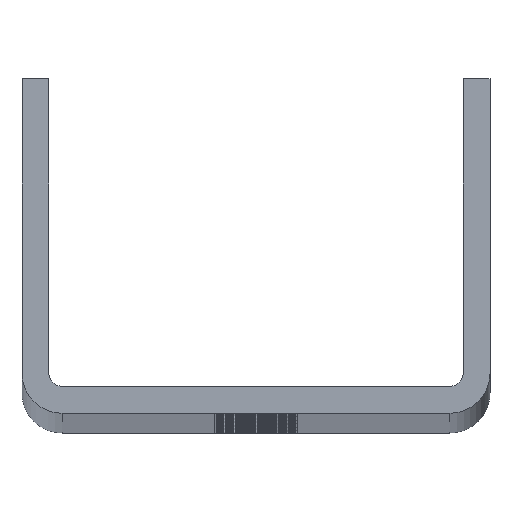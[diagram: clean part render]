
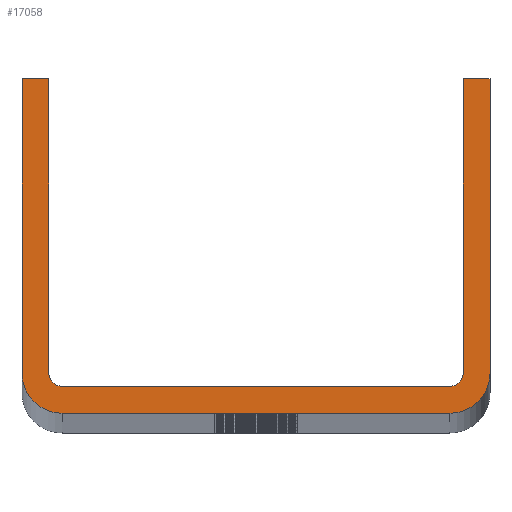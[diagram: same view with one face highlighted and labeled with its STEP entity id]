
A CAD part, top view. The second image highlights one B-rep face of the part: STEP entity #17058.
In plain terms, the highlighted planar face has unit normal (0, 0, 1).
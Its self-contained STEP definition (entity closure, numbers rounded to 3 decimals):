
#172 = VECTOR ( 'NONE', #497, 1000. ) ;
#213 = LINE ( 'NONE', #2822, #9533 ) ;
#265 = AXIS2_PLACEMENT_3D ( 'NONE', #5151, #11829, #10804 ) ;
#360 = CARTESIAN_POINT ( 'NONE',  ( 29., 6., 1700. ) ) ;
#433 = EDGE_CURVE ( 'NONE', #16880, #11178, #3479, .T. ) ;
#497 = DIRECTION ( 'NONE',  ( 1., 0., 0. ) ) ;
#873 = DIRECTION ( 'NONE',  ( 1., 0., 0. ) ) ;
#924 = LINE ( 'NONE', #10571, #3136 ) ;
#1169 = ORIENTED_EDGE ( 'NONE', *, *, #1265, .T. ) ;
#1255 = DIRECTION ( 'NONE',  ( 0., 1., 0. ) ) ;
#1265 = EDGE_CURVE ( 'NONE', #1847, #2074, #15403, .T. ) ;
#1435 = CARTESIAN_POINT ( 'NONE',  ( 31., 50., 1700. ) ) ;
#1847 = VERTEX_POINT ( 'NONE', #12723 ) ;
#2074 = VERTEX_POINT ( 'NONE', #12784 ) ;
#2087 = DIRECTION ( 'NONE',  ( 0., 1., 0. ) ) ;
#2317 = DIRECTION ( 'NONE',  ( 0., -1., 0. ) ) ;
#2389 = VERTEX_POINT ( 'NONE', #3690 ) ;
#2822 = CARTESIAN_POINT ( 'NONE',  ( -29., 4., 1700. ) ) ;
#3136 = VECTOR ( 'NONE', #12239, 1000. ) ;
#3168 = VERTEX_POINT ( 'NONE', #13475 ) ;
#3207 = EDGE_CURVE ( 'NONE', #2389, #10412, #10411, .T. ) ;
#3326 = CIRCLE ( 'NONE', #7180, 6. ) ;
#3464 = EDGE_CURVE ( 'NONE', #16380, #4652, #924, .T. ) ;
#3479 = LINE ( 'NONE', #14773, #4896 ) ;
#3485 = VERTEX_POINT ( 'NONE', #11871 ) ;
#3552 = CARTESIAN_POINT ( 'NONE',  ( 29., 4., 1700. ) ) ;
#3690 = CARTESIAN_POINT ( 'NONE',  ( -35., 50., 1700. ) ) ;
#3905 = VECTOR ( 'NONE', #7171, 1000. ) ;
#4167 = VERTEX_POINT ( 'NONE', #10509 ) ;
#4211 = LINE ( 'NONE', #1435, #3905 ) ;
#4236 = AXIS2_PLACEMENT_3D ( 'NONE', #360, #15469, #14178 ) ;
#4652 = VERTEX_POINT ( 'NONE', #13532 ) ;
#4896 = VECTOR ( 'NONE', #2087, 1000. ) ;
#5151 = CARTESIAN_POINT ( 'NONE',  ( -29., 6., 1700. ) ) ;
#5392 = EDGE_CURVE ( 'NONE', #4167, #16380, #6202, .T. ) ;
#5426 = AXIS2_PLACEMENT_3D ( 'NONE', #9206, #13563, #873 ) ;
#5713 = DIRECTION ( 'NONE',  ( 1., 0., 0. ) ) ;
#5714 = EDGE_CURVE ( 'NONE', #2389, #4167, #10858, .T. ) ;
#5753 = VECTOR ( 'NONE', #1255, 1000. ) ;
#6026 = ORIENTED_EDGE ( 'NONE', *, *, #13973, .F. ) ;
#6111 = ORIENTED_EDGE ( 'NONE', *, *, #9162, .F. ) ;
#6131 = EDGE_CURVE ( 'NONE', #4652, #1847, #3326, .T. ) ;
#6202 = CIRCLE ( 'NONE', #265, 6. ) ;
#6203 = EDGE_LOOP ( 'NONE', ( #1169, #17654, #9723, #6026, #6111, #8256, #13386, #13603, #16484, #13762, #7996, #9661 ) ) ;
#6292 = CARTESIAN_POINT ( 'NONE',  ( 29., 6., 1700. ) ) ;
#6416 = CARTESIAN_POINT ( 'NONE',  ( -35., 50., 1700. ) ) ;
#6692 = CARTESIAN_POINT ( 'NONE',  ( 31., 6., 1700. ) ) ;
#7097 = CARTESIAN_POINT ( 'NONE',  ( 29., 6., 1700. ) ) ;
#7171 = DIRECTION ( 'NONE',  ( 1., 0., 0. ) ) ;
#7180 = AXIS2_PLACEMENT_3D ( 'NONE', #6292, #11959, #12225 ) ;
#7687 = LINE ( 'NONE', #12143, #9278 ) ;
#7804 = CIRCLE ( 'NONE', #18139, 2. ) ;
#7996 = ORIENTED_EDGE ( 'NONE', *, *, #3464, .T. ) ;
#8256 = ORIENTED_EDGE ( 'NONE', *, *, #10027, .F. ) ;
#9162 = EDGE_CURVE ( 'NONE', #3168, #10026, #213, .T. ) ;
#9206 = CARTESIAN_POINT ( 'NONE',  ( -29., 6., 1700. ) ) ;
#9208 = EDGE_CURVE ( 'NONE', #11178, #2074, #4211, .T. ) ;
#9278 = VECTOR ( 'NONE', #17411, 1000. ) ;
#9533 = VECTOR ( 'NONE', #17074, 1000. ) ;
#9661 = ORIENTED_EDGE ( 'NONE', *, *, #6131, .T. ) ;
#9723 = ORIENTED_EDGE ( 'NONE', *, *, #433, .F. ) ;
#10012 = FACE_OUTER_BOUND ( 'NONE', #6203, .T. ) ;
#10026 = VERTEX_POINT ( 'NONE', #3552 ) ;
#10027 = EDGE_CURVE ( 'NONE', #3485, #3168, #12229, .T. ) ;
#10411 = LINE ( 'NONE', #13197, #172 ) ;
#10412 = VERTEX_POINT ( 'NONE', #10775 ) ;
#10509 = CARTESIAN_POINT ( 'NONE',  ( -35., 6., 1700. ) ) ;
#10571 = CARTESIAN_POINT ( 'NONE',  ( -29., 0., 1700. ) ) ;
#10775 = CARTESIAN_POINT ( 'NONE',  ( -31., 50., 1700. ) ) ;
#10804 = DIRECTION ( 'NONE',  ( 1., 0., 0. ) ) ;
#10858 = LINE ( 'NONE', #6416, #17800 ) ;
#11178 = VERTEX_POINT ( 'NONE', #12954 ) ;
#11829 = DIRECTION ( 'NONE',  ( 0., 0., 1. ) ) ;
#11871 = CARTESIAN_POINT ( 'NONE',  ( -31., 6., 1700. ) ) ;
#11938 = CARTESIAN_POINT ( 'NONE',  ( -29., 0., 1700. ) ) ;
#11959 = DIRECTION ( 'NONE',  ( 0., 0., 1. ) ) ;
#12143 = CARTESIAN_POINT ( 'NONE',  ( -31., 50., 1700. ) ) ;
#12225 = DIRECTION ( 'NONE',  ( 1., 0., 0. ) ) ;
#12229 = CIRCLE ( 'NONE', #5426, 2. ) ;
#12239 = DIRECTION ( 'NONE',  ( 1., 0., 0. ) ) ;
#12723 = CARTESIAN_POINT ( 'NONE',  ( 35., 6., 1700. ) ) ;
#12752 = DIRECTION ( 'NONE',  ( 0., 0., 1. ) ) ;
#12784 = CARTESIAN_POINT ( 'NONE',  ( 35., 50., 1700. ) ) ;
#12954 = CARTESIAN_POINT ( 'NONE',  ( 31., 50., 1700. ) ) ;
#13197 = CARTESIAN_POINT ( 'NONE',  ( -35., 50., 1700. ) ) ;
#13386 = ORIENTED_EDGE ( 'NONE', *, *, #17288, .F. ) ;
#13475 = CARTESIAN_POINT ( 'NONE',  ( -29., 4., 1700. ) ) ;
#13532 = CARTESIAN_POINT ( 'NONE',  ( 29., 0., 1700. ) ) ;
#13563 = DIRECTION ( 'NONE',  ( 0., 0., 1. ) ) ;
#13603 = ORIENTED_EDGE ( 'NONE', *, *, #3207, .F. ) ;
#13762 = ORIENTED_EDGE ( 'NONE', *, *, #5392, .T. ) ;
#13973 = EDGE_CURVE ( 'NONE', #10026, #16880, #7804, .T. ) ;
#14178 = DIRECTION ( 'NONE',  ( 1., 0., 0. ) ) ;
#14773 = CARTESIAN_POINT ( 'NONE',  ( 31., 6., 1700. ) ) ;
#15403 = LINE ( 'NONE', #16524, #5753 ) ;
#15469 = DIRECTION ( 'NONE',  ( 0., 0., 1. ) ) ;
#15639 = PLANE ( 'NONE',  #4236 ) ;
#16380 = VERTEX_POINT ( 'NONE', #11938 ) ;
#16484 = ORIENTED_EDGE ( 'NONE', *, *, #5714, .T. ) ;
#16524 = CARTESIAN_POINT ( 'NONE',  ( 35., 6., 1700. ) ) ;
#16880 = VERTEX_POINT ( 'NONE', #6692 ) ;
#17058 = ADVANCED_FACE ( 'NONE', ( #10012 ), #15639, .T. ) ;
#17074 = DIRECTION ( 'NONE',  ( 1., 0., 0. ) ) ;
#17288 = EDGE_CURVE ( 'NONE', #10412, #3485, #7687, .T. ) ;
#17411 = DIRECTION ( 'NONE',  ( 0., -1., 0. ) ) ;
#17654 = ORIENTED_EDGE ( 'NONE', *, *, #9208, .F. ) ;
#17800 = VECTOR ( 'NONE', #2317, 1000. ) ;
#18139 = AXIS2_PLACEMENT_3D ( 'NONE', #7097, #12752, #5713 ) ;
